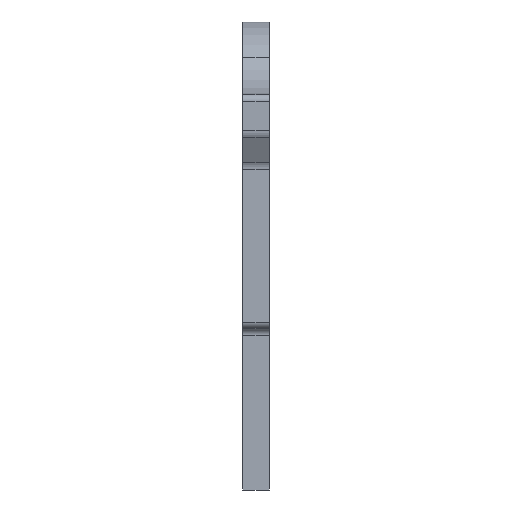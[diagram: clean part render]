
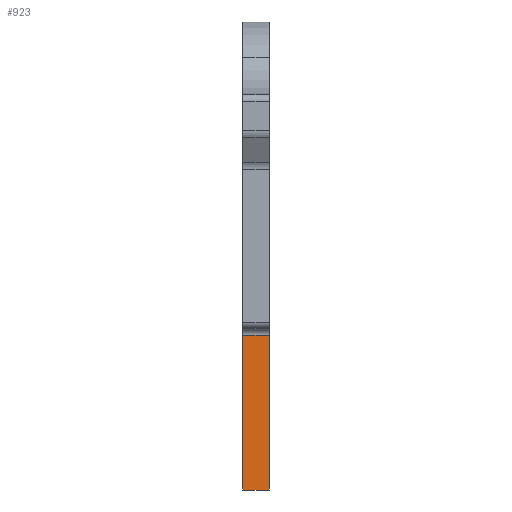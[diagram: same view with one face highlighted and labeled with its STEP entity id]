
A CAD part, front view. The second image highlights one B-rep face of the part: STEP entity #923.
In plain terms, the highlighted planar face has unit normal (0, -1, 0).
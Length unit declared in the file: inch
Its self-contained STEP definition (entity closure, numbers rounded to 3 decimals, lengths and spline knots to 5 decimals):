
#2 = ORIENTED_EDGE ( 'NONE', *, *, #323, .F. ) ;
#21 = AXIS2_PLACEMENT_3D ( 'NONE', #303, #753, #1305 ) ;
#26 = LINE ( 'NONE', #468, #705 ) ;
#117 = CARTESIAN_POINT ( 'NONE',  ( 1.33071, -0.5875, -1.25 ) ) ;
#196 = LINE ( 'NONE', #313, #336 ) ;
#215 = FACE_OUTER_BOUND ( 'NONE', #560, .T. ) ;
#216 = CARTESIAN_POINT ( 'NONE',  ( 1.83071, -0.5875, -1.25 ) ) ;
#218 = EDGE_CURVE ( 'NONE', #930, #550, #1297, .T. ) ;
#248 = ORIENTED_EDGE ( 'NONE', *, *, #1183, .T. ) ;
#251 = VERTEX_POINT ( 'NONE', #650 ) ;
#268 = EDGE_CURVE ( 'NONE', #550, #251, #559, .T. ) ;
#303 = CARTESIAN_POINT ( 'NONE',  ( 1.33071, -0.5875, -1.25 ) ) ;
#313 = CARTESIAN_POINT ( 'NONE',  ( 1.33071, -0.5875, 1.6849 ) ) ;
#323 = EDGE_CURVE ( 'NONE', #930, #1356, #26, .T. ) ;
#336 = VECTOR ( 'NONE', #413, 39.37008 ) ;
#339 = VECTOR ( 'NONE', #449, 39.37008 ) ;
#413 = DIRECTION ( 'NONE',  ( -1., 0., 0. ) ) ;
#449 = DIRECTION ( 'NONE',  ( 1., 0., 0. ) ) ;
#468 = CARTESIAN_POINT ( 'NONE',  ( 1.33071, -0.5875, -1.25 ) ) ;
#550 = VERTEX_POINT ( 'NONE', #730 ) ;
#559 = LINE ( 'NONE', #216, #1230 ) ;
#560 = EDGE_LOOP ( 'NONE', ( #1355, #248, #2, #818 ) ) ;
#606 = CARTESIAN_POINT ( 'NONE',  ( 1.33071, -0.5875, 1.6849 ) ) ;
#650 = CARTESIAN_POINT ( 'NONE',  ( 1.83071, -0.5875, 1.6849 ) ) ;
#705 = VECTOR ( 'NONE', #1222, 39.37008 ) ;
#730 = CARTESIAN_POINT ( 'NONE',  ( 1.83071, -0.5875, -1.25 ) ) ;
#753 = DIRECTION ( 'NONE',  ( 0., 1., 0. ) ) ;
#818 = ORIENTED_EDGE ( 'NONE', *, *, #218, .T. ) ;
#923 = ADVANCED_FACE ( 'NONE', ( #215 ), #1076, .F. ) ;
#930 = VERTEX_POINT ( 'NONE', #1391 ) ;
#1076 = PLANE ( 'NONE',  #21 ) ;
#1099 = DIRECTION ( 'NONE',  ( 0., 0., 1. ) ) ;
#1183 = EDGE_CURVE ( 'NONE', #251, #1356, #196, .T. ) ;
#1222 = DIRECTION ( 'NONE',  ( 0., 0., 1. ) ) ;
#1230 = VECTOR ( 'NONE', #1099, 39.37008 ) ;
#1297 = LINE ( 'NONE', #117, #339 ) ;
#1305 = DIRECTION ( 'NONE',  ( 0., 0., 1. ) ) ;
#1355 = ORIENTED_EDGE ( 'NONE', *, *, #268, .T. ) ;
#1356 = VERTEX_POINT ( 'NONE', #606 ) ;
#1391 = CARTESIAN_POINT ( 'NONE',  ( 1.33071, -0.5875, -1.25 ) ) ;
